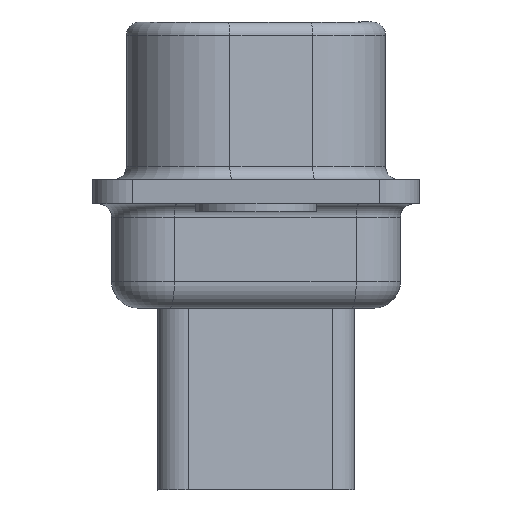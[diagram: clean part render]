
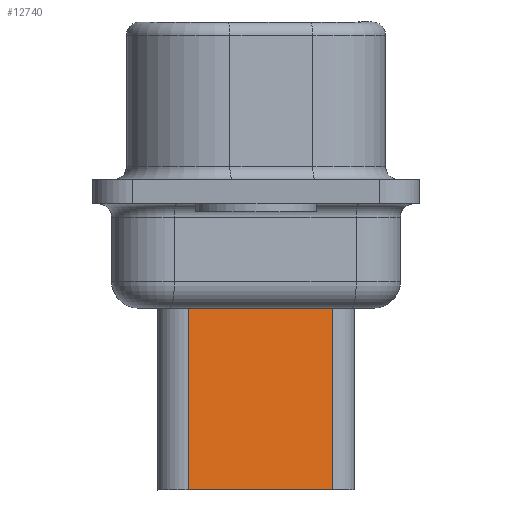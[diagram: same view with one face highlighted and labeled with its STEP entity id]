
A CAD part, left-side view. The second image highlights one B-rep face of the part: STEP entity #12740.
In plain terms, the highlighted face is planar.
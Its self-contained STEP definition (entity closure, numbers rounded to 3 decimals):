
#12350=CARTESIAN_POINT('',(99.483,53.706,
-25.2));
#12360=DIRECTION('',(-0.174,0.985,
0.));
#12370=DIRECTION('',(-0.985,-0.174,
0.));
#12380=AXIS2_PLACEMENT_3D('',#12350,#12360,#12370);
#12390=PLANE('',#12380);
#12400=CARTESIAN_POINT('',(94.083,52.754,
-25.2));
#12410=DIRECTION('',(0.,0.,-1.));
#12420=VECTOR('',#12410,1.);
#12430=LINE('',#12400,#12420);
#12440=CARTESIAN_POINT('',(94.083,52.754,
-25.4));
#12450=VERTEX_POINT('',#12440);
#12460=CARTESIAN_POINT('',(94.083,52.754,
-32.2));
#12470=VERTEX_POINT('',#12460);
#12480=EDGE_CURVE('',#12450,#12470,#12430,.T.);
#12490=ORIENTED_EDGE('',*,*,#12480,.F.);
#12500=CARTESIAN_POINT('',(90.107,52.053,
-32.2));
#12510=DIRECTION('',(0.985,0.174,
0.));
#12520=VECTOR('',#12510,1.);
#12530=LINE('',#12500,#12520);
#12540=CARTESIAN_POINT('',(99.483,53.706,
-32.2));
#12550=VERTEX_POINT('',#12540);
#12560=EDGE_CURVE('',#12470,#12550,#12530,.T.);
#12570=ORIENTED_EDGE('',*,*,#12560,.F.);
#12580=CARTESIAN_POINT('',(99.483,53.706,
-25.2));
#12590=DIRECTION('',(0.,0.,-1.));
#12600=VECTOR('',#12590,1.);
#12610=LINE('',#12580,#12600);
#12620=CARTESIAN_POINT('',(99.483,53.706,
-25.4));
#12630=VERTEX_POINT('',#12620);
#12640=EDGE_CURVE('',#12630,#12550,#12610,.T.);
#12650=ORIENTED_EDGE('',*,*,#12640,.T.);
#12660=CARTESIAN_POINT('',(57.307,46.269,
-25.4));
#12670=DIRECTION('',(0.985,0.174,
0.));
#12680=VECTOR('',#12670,1.);
#12690=LINE('',#12660,#12680);
#12700=EDGE_CURVE('',#12450,#12630,#12690,.T.);
#12710=ORIENTED_EDGE('',*,*,#12700,.T.);
#12720=EDGE_LOOP('',(#12710,#12650,#12570,#12490));
#12730=FACE_OUTER_BOUND('',#12720,.T.);
#12740=ADVANCED_FACE('',(#12730),#12390,.T.);
